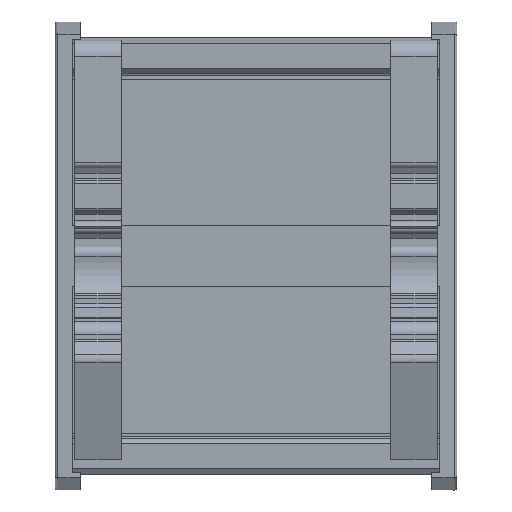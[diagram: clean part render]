
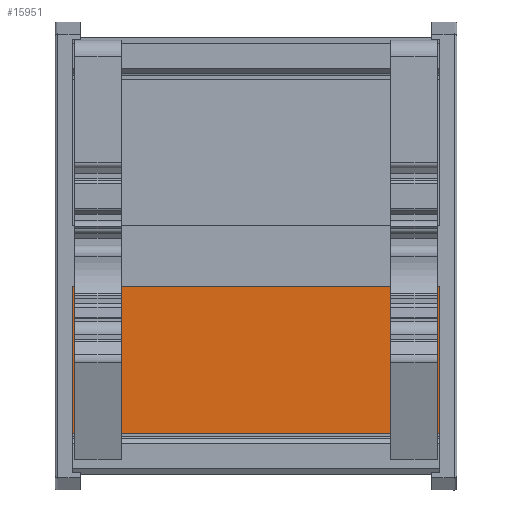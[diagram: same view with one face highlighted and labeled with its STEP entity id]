
A CAD part, front view. The second image highlights one B-rep face of the part: STEP entity #15951.
In plain terms, the highlighted planar face has unit normal (0, -1, 0).
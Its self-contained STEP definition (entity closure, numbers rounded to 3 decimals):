
#15895=CARTESIAN_POINT('',(-530.109,-523.966,72.2));
#15896=VERTEX_POINT('',#15895);
#15903=CARTESIAN_POINT('',(-530.109,-523.966,0.0));
#15904=VERTEX_POINT('',#15903);
#15905=CARTESIAN_POINT('',(-530.109,-523.966,0.0));
#15906=DIRECTION('',(0.0,0.0,1.0));
#15907=VECTOR('',#15906,72.2);
#15908=LINE('',#15905,#15907);
#15909=EDGE_CURVE('',#15904,#15896,#15908,.T.);
#15921=CARTESIAN_POINT('',(-530.109,-523.966,0.0));
#15922=DIRECTION('',(0.0,-1.0,0.0));
#15923=DIRECTION('',(0.0,0.0,-1.0));
#15924=AXIS2_PLACEMENT_3D('',#15921,#15922,#15923);
#15925=PLANE('',#15924);
#15926=CARTESIAN_POINT('',(-558.93,-523.966,72.2));
#15927=VERTEX_POINT('',#15926);
#15928=CARTESIAN_POINT('',(-530.109,-523.966,72.2));
#15929=DIRECTION('',(-1.0,0.0,0.0));
#15930=VECTOR('',#15929,28.821);
#15931=LINE('',#15928,#15930);
#15932=EDGE_CURVE('',#15896,#15927,#15931,.T.);
#15933=ORIENTED_EDGE('',*,*,#15932,.T.);
#15934=CARTESIAN_POINT('',(-558.93,-523.966,0.0));
#15935=VERTEX_POINT('',#15934);
#15936=CARTESIAN_POINT('',(-558.93,-523.966,0.0));
#15937=DIRECTION('',(0.0,0.0,1.0));
#15938=VECTOR('',#15937,72.2);
#15939=LINE('',#15936,#15938);
#15940=EDGE_CURVE('',#15935,#15927,#15939,.T.);
#15941=ORIENTED_EDGE('',*,*,#15940,.F.);
#15942=CARTESIAN_POINT('',(-558.93,-523.966,0.0));
#15943=DIRECTION('',(1.0,0.0,0.0));
#15944=VECTOR('',#15943,28.821);
#15945=LINE('',#15942,#15944);
#15946=EDGE_CURVE('',#15935,#15904,#15945,.T.);
#15947=ORIENTED_EDGE('',*,*,#15946,.T.);
#15948=ORIENTED_EDGE('',*,*,#15909,.T.);
#15949=EDGE_LOOP('',(#15933,#15941,#15947,#15948));
#15950=FACE_OUTER_BOUND('',#15949,.T.);
#15951=ADVANCED_FACE('',(#15950),#15925,.T.);
